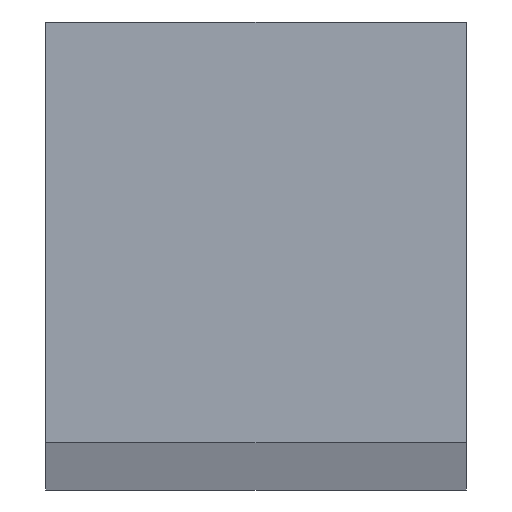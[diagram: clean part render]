
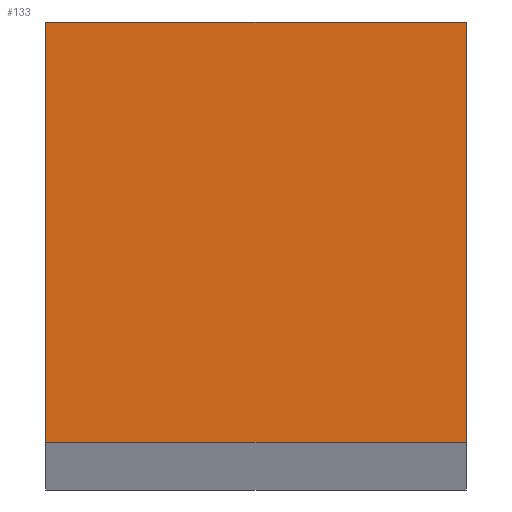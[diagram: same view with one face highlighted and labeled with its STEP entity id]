
A CAD part, top view. The second image highlights one B-rep face of the part: STEP entity #133.
In plain terms, the highlighted planar face has unit normal (0, 0, 1).
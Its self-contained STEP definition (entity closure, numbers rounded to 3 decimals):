
#6 = ORIENTED_EDGE ( 'NONE', *, *, #166, .T. ) ;
#19 = CARTESIAN_POINT ( 'NONE',  ( 5., 5., 322.5 ) ) ;
#20 = CARTESIAN_POINT ( 'NONE',  ( -5., 5., 322.5 ) ) ;
#26 = VECTOR ( 'NONE', #116, 1000. ) ;
#31 = LINE ( 'NONE', #121, #182 ) ;
#70 = VERTEX_POINT ( 'NONE', #19 ) ;
#76 = ORIENTED_EDGE ( 'NONE', *, *, #119, .T. ) ;
#78 = VERTEX_POINT ( 'NONE', #100 ) ;
#84 = EDGE_CURVE ( 'NONE', #70, #101, #175, .T. ) ;
#85 = EDGE_LOOP ( 'NONE', ( #170, #158, #6, #76 ) ) ;
#86 = FACE_OUTER_BOUND ( 'NONE', #85, .T. ) ;
#91 = LINE ( 'NONE', #97, #157 ) ;
#95 = DIRECTION ( 'NONE',  ( -1., 0., 0. ) ) ;
#96 = AXIS2_PLACEMENT_3D ( 'NONE', #111, #106, #118 ) ;
#97 = CARTESIAN_POINT ( 'NONE',  ( -5., -5., 322.5 ) ) ;
#100 = CARTESIAN_POINT ( 'NONE',  ( -5., -5., 322.5 ) ) ;
#101 = VERTEX_POINT ( 'NONE', #102 ) ;
#102 = CARTESIAN_POINT ( 'NONE',  ( -5., 5., 322.5 ) ) ;
#106 = DIRECTION ( 'NONE',  ( 0., 0., -1. ) ) ;
#108 = CARTESIAN_POINT ( 'NONE',  ( 5., -5., 322.5 ) ) ;
#109 = CARTESIAN_POINT ( 'NONE',  ( 5., -5., 322.5 ) ) ;
#111 = CARTESIAN_POINT ( 'NONE',  ( 0., 0., 322.5 ) ) ;
#113 = DIRECTION ( 'NONE',  ( 1., 0., 0. ) ) ;
#116 = DIRECTION ( 'NONE',  ( 0., 1., 0. ) ) ;
#117 = PLANE ( 'NONE',  #96 ) ;
#118 = DIRECTION ( 'NONE',  ( -1., 0., 0. ) ) ;
#119 = EDGE_CURVE ( 'NONE', #78, #172, #91, .T. ) ;
#121 = CARTESIAN_POINT ( 'NONE',  ( -5., -5., 322.5 ) ) ;
#128 = DIRECTION ( 'NONE',  ( 0., -1., 0. ) ) ;
#133 = ADVANCED_FACE ( 'NONE', ( #86 ), #117, .F. ) ;
#157 = VECTOR ( 'NONE', #113, 1000. ) ;
#158 = ORIENTED_EDGE ( 'NONE', *, *, #84, .T. ) ;
#162 = EDGE_CURVE ( 'NONE', #172, #70, #177, .T. ) ;
#164 = VECTOR ( 'NONE', #95, 1000. ) ;
#166 = EDGE_CURVE ( 'NONE', #101, #78, #31, .T. ) ;
#170 = ORIENTED_EDGE ( 'NONE', *, *, #162, .T. ) ;
#172 = VERTEX_POINT ( 'NONE', #109 ) ;
#175 = LINE ( 'NONE', #20, #164 ) ;
#177 = LINE ( 'NONE', #108, #26 ) ;
#182 = VECTOR ( 'NONE', #128, 1000. ) ;
